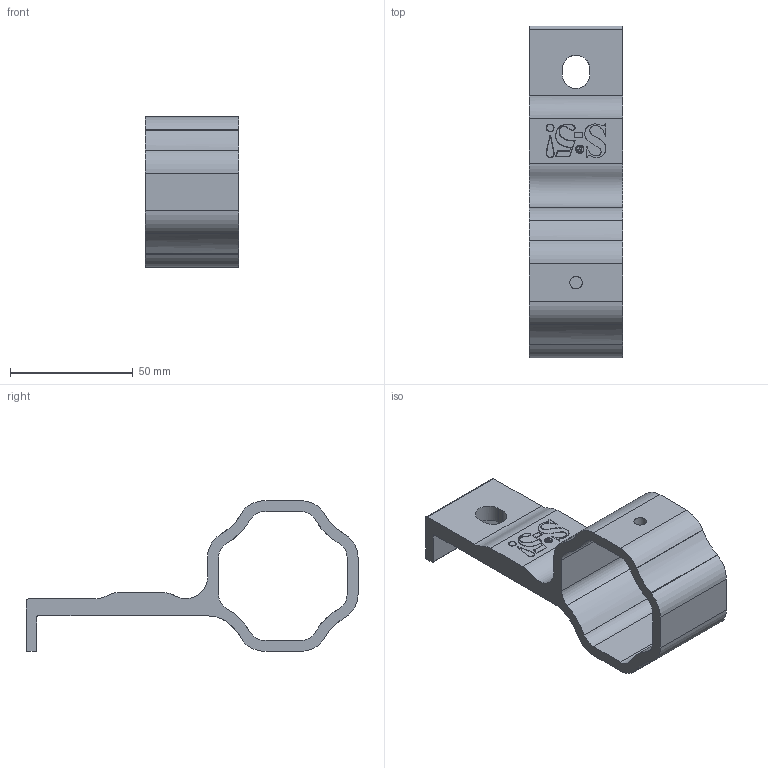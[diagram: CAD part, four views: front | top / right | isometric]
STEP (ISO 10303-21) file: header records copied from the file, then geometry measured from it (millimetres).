
FILE_DESCRIPTION ((), '1');
FILE_NAME ('XGard 10.stp', '2016-05-23T15:52:51', ('Unknown'), ('Unknown'), 'HarmonyWare STEP v2.0.0', 'Vectorworks', '');
FILE_SCHEMA (('CONFIG_CONTROL_DESIGN'));
Length unit declared in the file: millimetre
Products named in the file (1): NONE
Bounding box: 38.1 x 135.13 x 61.21 mm (x, y, z)
Surface area: 23867.1 mm2 (no closed solid volume)
Topology: 0 solids, 1 shells, 206 faces, 568 edges, 377 vertices
Faces by surface type: bspline 206
Entity records: 9268 total; most frequent: CARTESIAN_POINT 5699, ORIENTED_EDGE 1133, B_SPLINE_CURVE_WITH_KNOTS 568, EDGE_CURVE 568, VERTEX_POINT 377, EDGE_LOOP 226, FACE_OUTER_BOUND 206, ADVANCED_FACE 206
